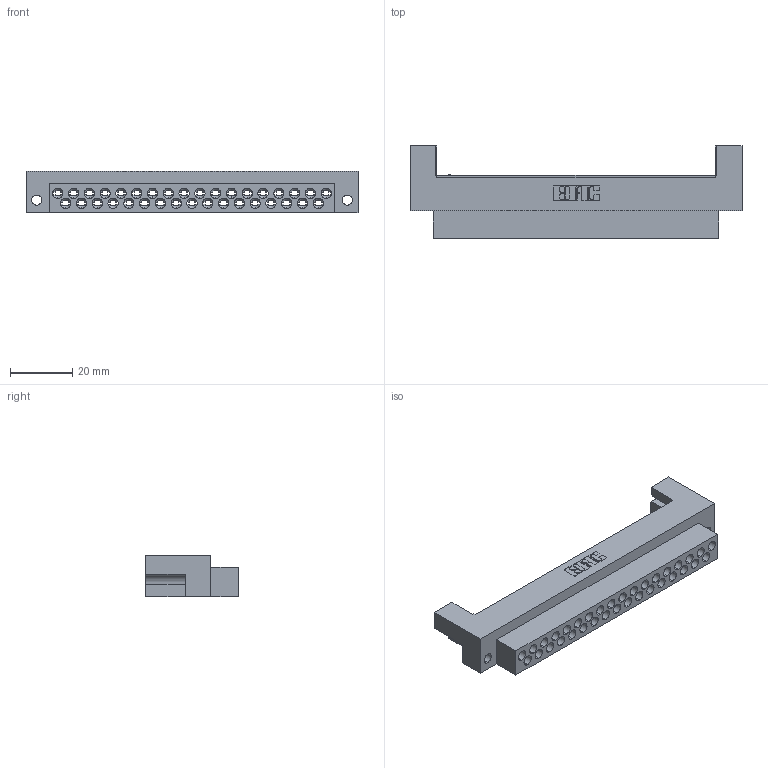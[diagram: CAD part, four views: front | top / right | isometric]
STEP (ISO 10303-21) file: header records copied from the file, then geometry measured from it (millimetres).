
FILE_DESCRIPTION (( 'STEP AP203' ), '1' );
FILE_NAME ('415-035-000-212.STEP', '2020-03-12T19:26:56', ( '' ), ( '' ), 'SwSTEP 2.0', 'SolidWorks 2016', '' );
FILE_SCHEMA (( 'CONFIG_CONTROL_DESIGN' ));
Length unit declared in the file: millimetre
Products named in the file (2): 415-035-000-212; 415-210-001_415-210-035-212
Assembly tree (1 placements, depth 2):
  415-035-000-212
    415-210-001_415-210-035-212
Bounding box: 106.83 x 29.77 x 13.49 mm (x, y, z)
Volume: 17745.3 mm3; surface area: 17254.8 mm2
Topology: 1 solids, 1 shells, 1070 faces, 3176 edges, 2081 vertices
Faces by surface type: plane 827, cylinder 116, cone 105, bspline 22
Entity records: 37083 total; most frequent: CARTESIAN_POINT 8677, ORIENTED_EDGE 6352, DIRECTION 5295, EDGE_CURVE 3176, VECTOR 2233, LINE 2233, VERTEX_POINT 2081, AXIS2_PLACEMENT_3D 1531
